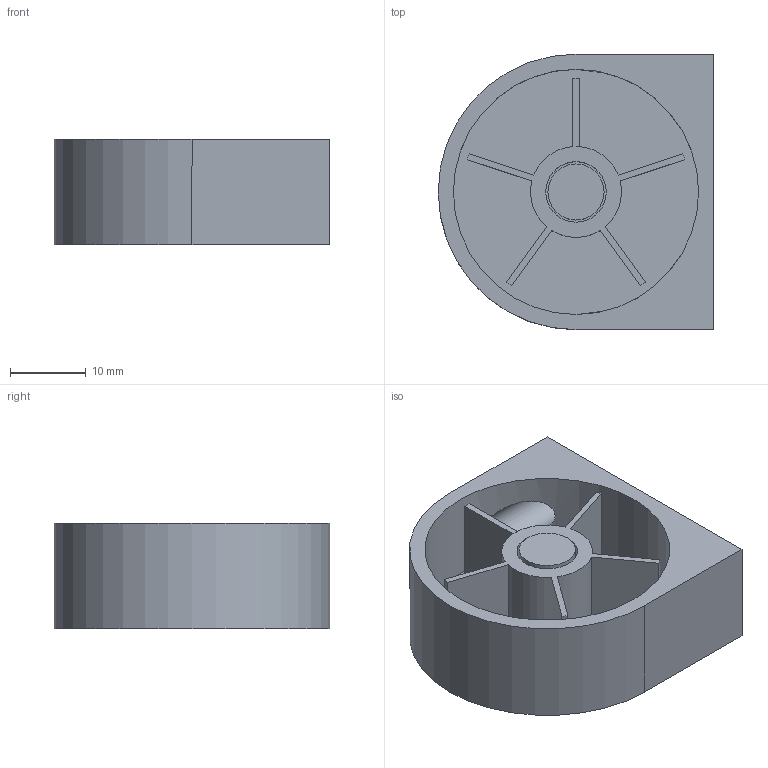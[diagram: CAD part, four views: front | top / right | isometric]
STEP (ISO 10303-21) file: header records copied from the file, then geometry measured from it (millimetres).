
FILE_DESCRIPTION(/* description */ (''),/* implementation_level */ '2;1');
FILE_NAME(/* name */ 'Output-Vibration motor.step',/* time_stamp */ '2022-04-07T15:01:48+01:00',/* author */ (''),/* organization */ (''),/* preprocessor_version */ 'ST-DEVELOPER v18.1',/* originating_system */ 'Autodesk Translation Framework v10.13.0.1454',/* authorisation */ '');
FILE_SCHEMA (('AUTOMOTIVE_DESIGN { 1 0 10303 214 3 1 1 }'));
Length unit declared in the file: millimetre
Products named in the file (1): Vibration motor
Bounding box: 36.4 x 36.4 x 14 mm (x, y, z)
Volume: 7902.8 mm3; surface area: 7835.4 mm2
Topology: 2 solids, 2 shells, 40 faces, 99 edges, 64 vertices
Faces by surface type: plane 22, cylinder 18
Full cylindrical faces by diameter (mm): 5 x2, 6 x1, 7.4 x1, 8 x1, 32.4 x1
Entity records: 1307 total; most frequent: CARTESIAN_POINT 278, DIRECTION 213, ORIENTED_EDGE 198, EDGE_CURVE 99, AXIS2_PLACEMENT_3D 75, VERTEX_POINT 64, LINE 63, VECTOR 63
